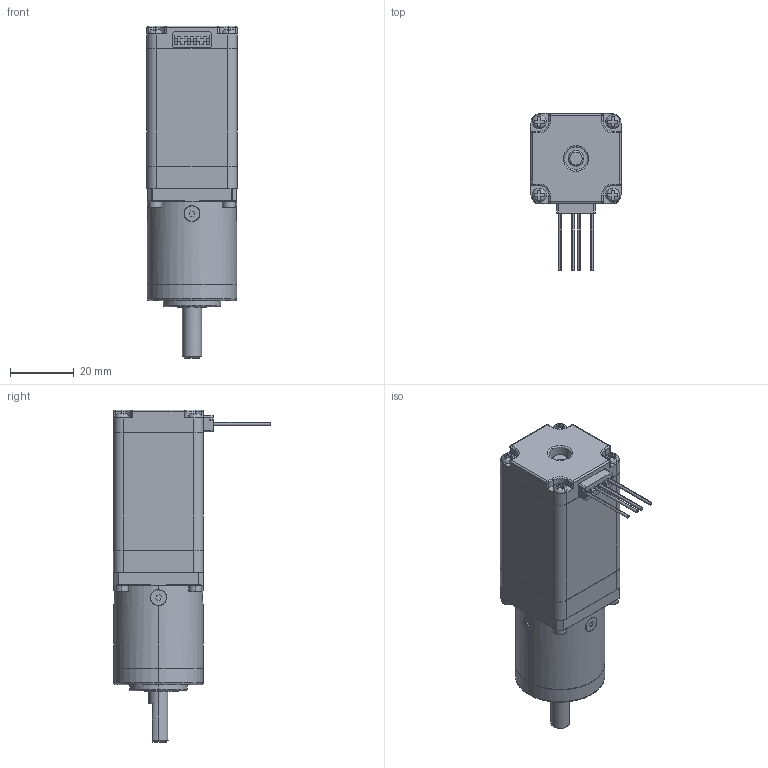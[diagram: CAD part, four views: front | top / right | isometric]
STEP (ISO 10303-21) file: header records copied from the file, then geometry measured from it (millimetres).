
FILE_DESCRIPTION (( 'STEP AP214' ), '1' );
FILE_NAME ('11HS20-0674S-PG27.STEP', '2018-03-07T05:01:23', ( '' ), ( '' ), 'SwSTEP 2.0', 'SolidWorks 2014', '' );
FILE_SCHEMA (( 'AUTOMOTIVE_DESIGN' ));
Length unit declared in the file: millimetre
Products named in the file (1): 11HS20-0674S-PG27
Bounding box: 28.2 x 49.2 x 104 mm (x, y, z)
Volume: 63118.7 mm3; surface area: 11791.7 mm2
Topology: 5 solids, 5 shells, 480 faces, 1236 edges, 770 vertices
Faces by surface type: plane 275, cylinder 143, torus 26, sphere 16, cone 12, bspline 8
Entity records: 20245 total; most frequent: CARTESIAN_POINT 3219, DIRECTION 2465, ORIENTED_EDGE 2412, EDGE_CURVE 1206, AXIS2_PLACEMENT_3D 864, VERTEX_POINT 770, LINE 737, VECTOR 737
